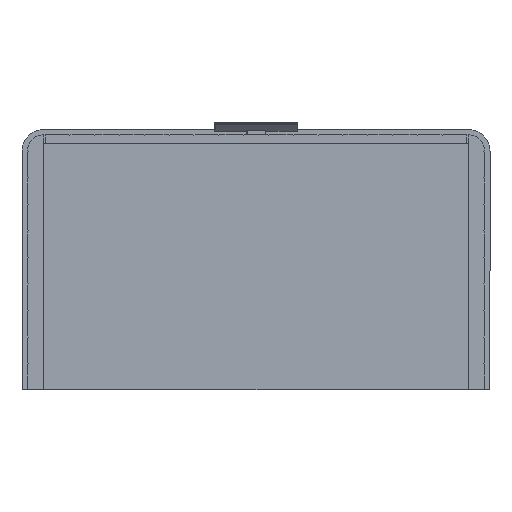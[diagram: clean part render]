
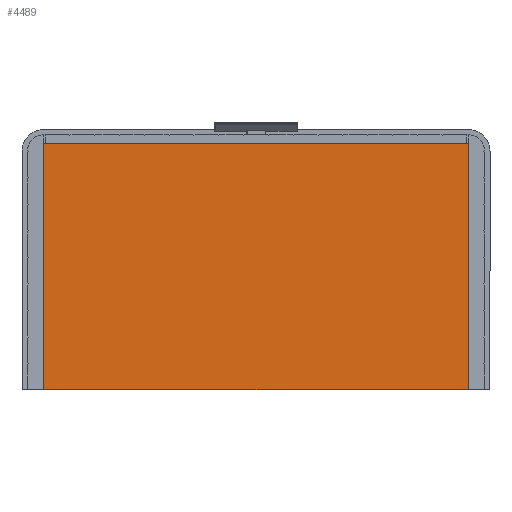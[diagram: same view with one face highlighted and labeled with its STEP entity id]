
A CAD part, front view. The second image highlights one B-rep face of the part: STEP entity #4489.
In plain terms, the highlighted planar face has unit normal (0, -1, 0).
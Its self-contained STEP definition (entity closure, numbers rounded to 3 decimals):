
#326 = VERTEX_POINT ( 'NONE', #1702 ) ;
#335 = CARTESIAN_POINT ( 'NONE',  ( 408., 0., 474. ) ) ;
#624 = LINE ( 'NONE', #3122, #5298 ) ;
#626 = VERTEX_POINT ( 'NONE', #4625 ) ;
#634 = DIRECTION ( 'NONE',  ( -1., 0., 0. ) ) ;
#741 = LINE ( 'NONE', #2634, #5205 ) ;
#866 = ORIENTED_EDGE ( 'NONE', *, *, #3268, .F. ) ;
#1291 = LINE ( 'NONE', #1537, #5568 ) ;
#1391 = VERTEX_POINT ( 'NONE', #335 ) ;
#1537 = CARTESIAN_POINT ( 'NONE',  ( 408., 0., 0. ) ) ;
#1673 = EDGE_CURVE ( 'NONE', #1391, #626, #741, .T. ) ;
#1702 = CARTESIAN_POINT ( 'NONE',  ( -408., 0., 0. ) ) ;
#1862 = ORIENTED_EDGE ( 'NONE', *, *, #2969, .F. ) ;
#1940 = CARTESIAN_POINT ( 'NONE',  ( 408., 0., 0. ) ) ;
#2196 = VECTOR ( 'NONE', #4905, 1000. ) ;
#2508 = DIRECTION ( 'NONE',  ( 0., -1., 0. ) ) ;
#2527 = PLANE ( 'NONE',  #4743 ) ;
#2634 = CARTESIAN_POINT ( 'NONE',  ( 408., 0., 474. ) ) ;
#2969 = EDGE_CURVE ( 'NONE', #1391, #4706, #624, .T. ) ;
#2993 = EDGE_CURVE ( 'NONE', #626, #326, #3374, .T. ) ;
#3122 = CARTESIAN_POINT ( 'NONE',  ( 408., 0., 1374.142 ) ) ;
#3268 = EDGE_CURVE ( 'NONE', #4706, #326, #1291, .T. ) ;
#3374 = LINE ( 'NONE', #3579, #2196 ) ;
#3413 = DIRECTION ( 'NONE',  ( 0., 0., -1. ) ) ;
#3579 = CARTESIAN_POINT ( 'NONE',  ( -408., 0., 1374.142 ) ) ;
#3904 = CARTESIAN_POINT ( 'NONE',  ( 408., 0., 1374.142 ) ) ;
#3996 = DIRECTION ( 'NONE',  ( 0., 0., -1. ) ) ;
#4489 = ADVANCED_FACE ( 'NONE', ( #4553 ), #2527, .T. ) ;
#4553 = FACE_OUTER_BOUND ( 'NONE', #4928, .T. ) ;
#4625 = CARTESIAN_POINT ( 'NONE',  ( -408., 0., 474. ) ) ;
#4706 = VERTEX_POINT ( 'NONE', #1940 ) ;
#4743 = AXIS2_PLACEMENT_3D ( 'NONE', #3904, #2508, #3413 ) ;
#4905 = DIRECTION ( 'NONE',  ( 0., 0., -1. ) ) ;
#4928 = EDGE_LOOP ( 'NONE', ( #1862, #5021, #4945, #866 ) ) ;
#4945 = ORIENTED_EDGE ( 'NONE', *, *, #2993, .T. ) ;
#5021 = ORIENTED_EDGE ( 'NONE', *, *, #1673, .T. ) ;
#5205 = VECTOR ( 'NONE', #5683, 1000. ) ;
#5298 = VECTOR ( 'NONE', #3996, 1000. ) ;
#5568 = VECTOR ( 'NONE', #634, 1000. ) ;
#5683 = DIRECTION ( 'NONE',  ( -1., 0., 0. ) ) ;
